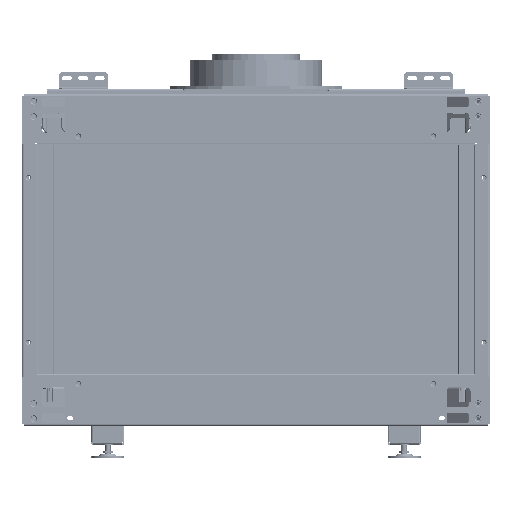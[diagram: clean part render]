
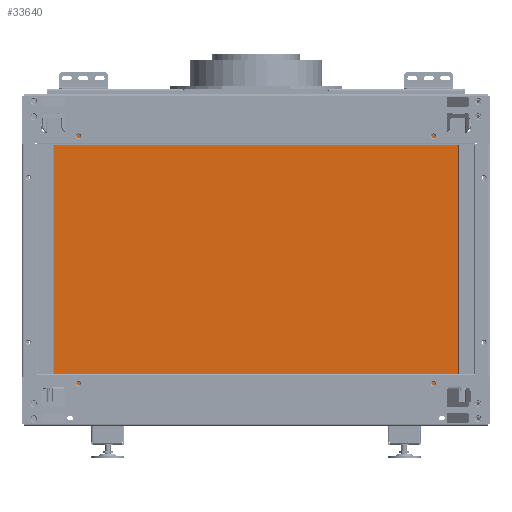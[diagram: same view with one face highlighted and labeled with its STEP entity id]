
A CAD part, top view. The second image highlights one B-rep face of the part: STEP entity #33640.
In plain terms, the highlighted planar face has unit normal (0, 0, 1).
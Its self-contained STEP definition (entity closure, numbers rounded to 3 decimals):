
#4081 = EDGE_CURVE ( 'NONE', #45314, #5307, #48936, .T. ) ;
#5307 = VERTEX_POINT ( 'NONE', #49081 ) ;
#20203 = EDGE_CURVE ( 'NONE', #27903, #45314, #58943, .T. ) ;
#22125 = LINE ( 'NONE', #88461, #66010 ) ;
#24389 = LINE ( 'NONE', #75199, #29475 ) ;
#25997 = PLANE ( 'NONE',  #51701 ) ;
#27903 = VERTEX_POINT ( 'NONE', #103327 ) ;
#29475 = VECTOR ( 'NONE', #40922, 1000. ) ;
#31079 = CARTESIAN_POINT ( 'NONE',  ( -325., 190., 5. ) ) ;
#33640 = ADVANCED_FACE ( 'NONE', ( #67980 ), #25997, .F. ) ;
#35944 = ORIENTED_EDGE ( 'NONE', *, *, #103531, .T. ) ;
#40922 = DIRECTION ( 'NONE',  ( 1., 0., 0. ) ) ;
#45314 = VERTEX_POINT ( 'NONE', #31079 ) ;
#48423 = VECTOR ( 'NONE', #90980, 1000. ) ;
#48824 = EDGE_LOOP ( 'NONE', ( #35944, #96702, #88886, #75333 ) ) ;
#48936 = LINE ( 'NONE', #74412, #48423 ) ;
#49081 = CARTESIAN_POINT ( 'NONE',  ( -325., -190., 5. ) ) ;
#49584 = DIRECTION ( 'NONE',  ( -1., 0., 0. ) ) ;
#50669 = CARTESIAN_POINT ( 'NONE',  ( 325., 190., 5. ) ) ;
#51701 = AXIS2_PLACEMENT_3D ( 'NONE', #59661, #60222, #93980 ) ;
#58943 = LINE ( 'NONE', #50669, #74749 ) ;
#59661 = CARTESIAN_POINT ( 'NONE',  ( 325., -190., 5. ) ) ;
#60222 = DIRECTION ( 'NONE',  ( 0., 0., -1. ) ) ;
#62033 = VERTEX_POINT ( 'NONE', #81838 ) ;
#66010 = VECTOR ( 'NONE', #71317, 1000. ) ;
#67980 = FACE_OUTER_BOUND ( 'NONE', #48824, .T. ) ;
#71317 = DIRECTION ( 'NONE',  ( 0., 1., 0. ) ) ;
#74412 = CARTESIAN_POINT ( 'NONE',  ( -325., 190., 5. ) ) ;
#74749 = VECTOR ( 'NONE', #49584, 1000. ) ;
#75199 = CARTESIAN_POINT ( 'NONE',  ( 325., -190., 5. ) ) ;
#75333 = ORIENTED_EDGE ( 'NONE', *, *, #81212, .T. ) ;
#81212 = EDGE_CURVE ( 'NONE', #5307, #62033, #24389, .T. ) ;
#81838 = CARTESIAN_POINT ( 'NONE',  ( 325., -190., 5. ) ) ;
#88461 = CARTESIAN_POINT ( 'NONE',  ( 325., 190., 5. ) ) ;
#88886 = ORIENTED_EDGE ( 'NONE', *, *, #4081, .T. ) ;
#90980 = DIRECTION ( 'NONE',  ( 0., -1., 0. ) ) ;
#93980 = DIRECTION ( 'NONE',  ( -1., 0., 0. ) ) ;
#96702 = ORIENTED_EDGE ( 'NONE', *, *, #20203, .T. ) ;
#103327 = CARTESIAN_POINT ( 'NONE',  ( 325., 190., 5. ) ) ;
#103531 = EDGE_CURVE ( 'NONE', #62033, #27903, #22125, .T. ) ;
